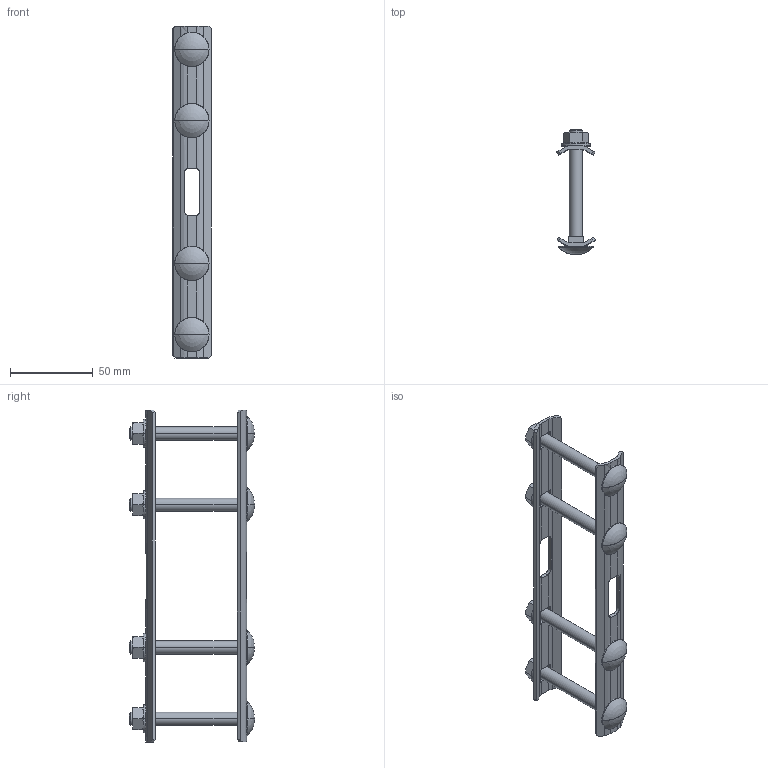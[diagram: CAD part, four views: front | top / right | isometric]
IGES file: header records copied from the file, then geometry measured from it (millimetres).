
Start section:  PTC IGES file: s0811626183.igs
Global section: file name: s0811626183.igs; native system: Pro/ENGINEER by Parametric Technology Corporation; preprocessor: 2005310; author: RCRU51; organization: Unknown; date: 091126.121230; units: millimetre
Bounding box: 23.11 x 75.48 x 200.11 mm (x, y, z)
Surface area: 30998 mm2 (no closed solid volume)
Topology: 0 solids, 0 shells, 288 faces, 1640 edges, 1632 vertices
Faces by surface type: bspline 168, revolution 120
